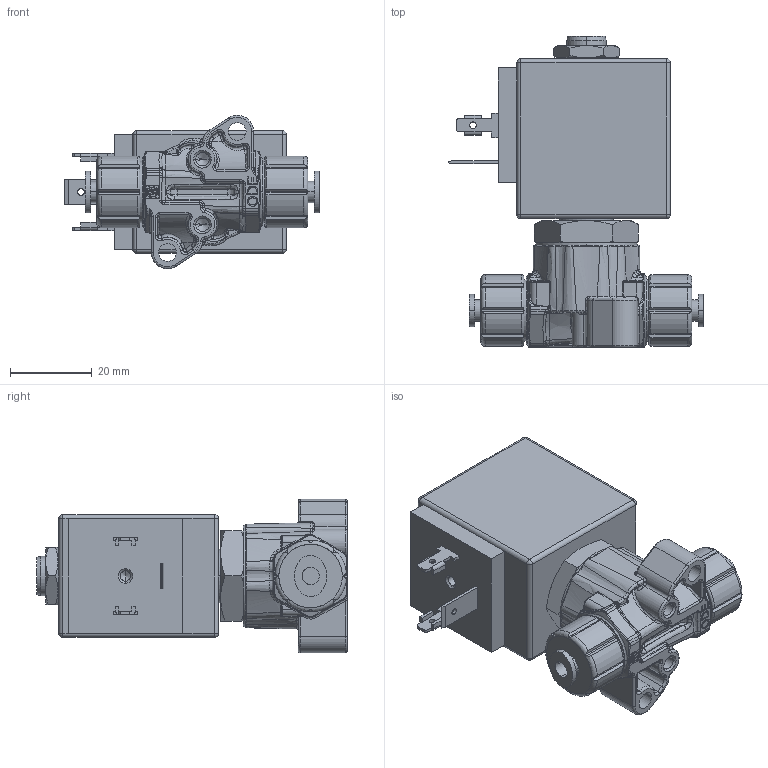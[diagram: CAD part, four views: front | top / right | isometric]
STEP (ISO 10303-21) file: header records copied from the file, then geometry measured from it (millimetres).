
FILE_DESCRIPTION((''),'2;1');
FILE_NAME('21AP5K1V25_INGOMBRO_ASM','2016-02-17T',('manzoniste'),('O.D.E.'),'CREO PARAMETRIC BY PTC INC, 2015380','CREO PARAMETRIC BY PTC INC, 2015380','');
FILE_SCHEMA(('CONFIG_CONTROL_DESIGN'));
Products named in the file (1): 21AP5K1V25_INGOMBRO_ASM
Bounding box: 62.2 x 75.9 x 37.47 mm (x, y, z)
Volume: 41810 mm3; surface area: 22932.3 mm2
Topology: 1 solids, 8 shells, 1135 faces, 2819 edges, 1703 vertices
Faces by surface type: plane 337, bspline 251, cylinder 238, torus 162, cone 89, extrusion 46, sphere 12
Entity records: 52705 total; most frequent: CARTESIAN_POINT 19794, ORIENTED_EDGE 5512, DIRECTION 4426, EDGE_CURVE 2813, PRESENTATION_STYLE_ASSIGNMENT 2609, STYLED_ITEM 2609, CURVE_STYLE 2481, VERTEX_POINT 1703
